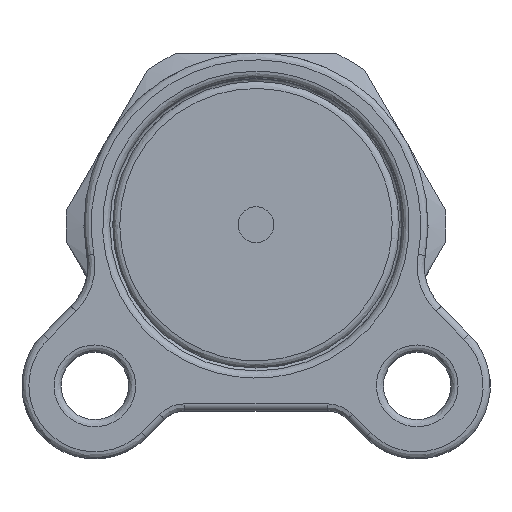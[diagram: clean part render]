
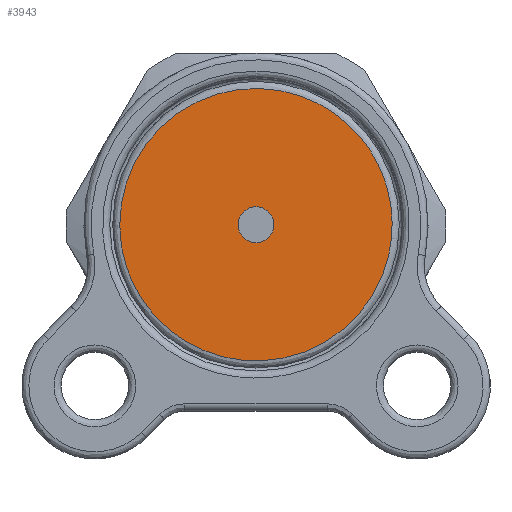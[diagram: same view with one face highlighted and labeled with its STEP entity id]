
A CAD part, top view. The second image highlights one B-rep face of the part: STEP entity #3943.
In plain terms, the highlighted planar face has unit normal (0, 0, 1).
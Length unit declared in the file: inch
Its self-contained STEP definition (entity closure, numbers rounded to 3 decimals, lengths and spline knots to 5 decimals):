
#115 = ORIENTED_EDGE ( 'NONE', *, *, #5537, .F. ) ;
#620 = CARTESIAN_POINT ( 'NONE',  ( -0.37402, 0.74803, 1.18504 ) ) ;
#802 = FACE_BOUND ( 'NONE', #9300, .T. ) ;
#1254 = EDGE_CURVE ( 'NONE', #4338, #4338, #8136, .T. ) ;
#2227 = AXIS2_PLACEMENT_3D ( 'NONE', #4473, #3865, #6121 ) ;
#2759 = CARTESIAN_POINT ( 'NONE',  ( 0.37402, 0., 1.18504 ) ) ;
#3434 = CARTESIAN_POINT ( 'NONE',  ( 0.04921, 0., 1.18504 ) ) ;
#3561 = CARTESIAN_POINT ( 'NONE',  ( -0.37402, -0.74803, 1.18504 ) ) ;
#3659 = CARTESIAN_POINT ( 'NONE',  ( 0.37402, -0.74803, 1.18504 ) ) ;
#3865 = DIRECTION ( 'NONE',  ( 0., 0., 1. ) ) ;
#3890 = DIRECTION ( 'NONE',  ( -1., 0., 0. ) ) ;
#3943 = ADVANCED_FACE ( 'NONE', ( #802, #9296 ), #4643, .F. ) ;
#4193 = VERTEX_POINT ( 'NONE', #7257 ) ;
#4338 = VERTEX_POINT ( 'NONE', #3434 ) ;
#4473 = CARTESIAN_POINT ( 'NONE',  ( 0., 0., 1.18504 ) ) ;
#4643 = PLANE ( 'NONE',  #8676 ) ;
#5537 = EDGE_CURVE ( 'NONE', #4193, #4193, #6171, .T. ) ;
#6121 = DIRECTION ( 'NONE',  ( 1., 0., 0. ) ) ;
#6171 =( BOUNDED_CURVE ( )  B_SPLINE_CURVE ( 3, ( #7474, #620, #9613, #2759, #3659, #3561, #6615 ),
 .UNSPECIFIED., .T., .F. ) 
 B_SPLINE_CURVE_WITH_KNOTS ( ( 4, 3, 4 ),
 ( 0., 0.5, 1. ),
 .UNSPECIFIED. ) 
 CURVE ( )  GEOMETRIC_REPRESENTATION_ITEM ( )  RATIONAL_B_SPLINE_CURVE ( ( 1., 0.333, 0.333, 1., 0.333, 0.333, 1. ) ) 
 REPRESENTATION_ITEM ( '' )  );
#6615 = CARTESIAN_POINT ( 'NONE',  ( -0.37402, 0., 1.18504 ) ) ;
#7257 = CARTESIAN_POINT ( 'NONE',  ( -0.37402, 0., 1.18504 ) ) ;
#7474 = CARTESIAN_POINT ( 'NONE',  ( -0.37402, 0., 1.18504 ) ) ;
#7707 = CARTESIAN_POINT ( 'NONE',  ( 0., 0., 1.18504 ) ) ;
#8136 = CIRCLE ( 'NONE', #2227, 0.04921 ) ;
#8676 = AXIS2_PLACEMENT_3D ( 'NONE', #7707, #9096, #3890 ) ;
#8857 = EDGE_LOOP ( 'NONE', ( #115 ) ) ;
#9096 = DIRECTION ( 'NONE',  ( 0., 0., -1. ) ) ;
#9296 = FACE_OUTER_BOUND ( 'NONE', #8857, .T. ) ;
#9300 = EDGE_LOOP ( 'NONE', ( #9749 ) ) ;
#9613 = CARTESIAN_POINT ( 'NONE',  ( 0.37402, 0.74803, 1.18504 ) ) ;
#9749 = ORIENTED_EDGE ( 'NONE', *, *, #1254, .F. ) ;
